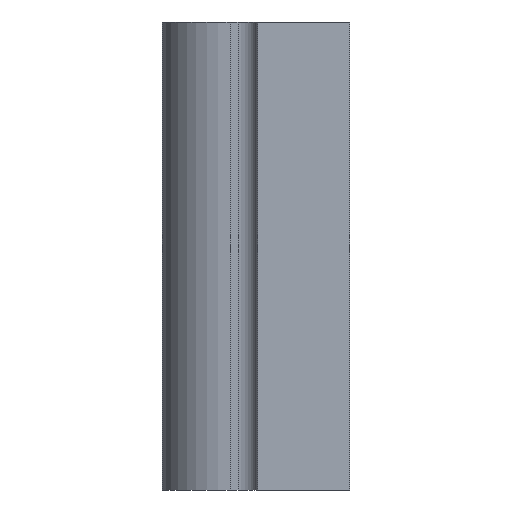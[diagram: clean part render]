
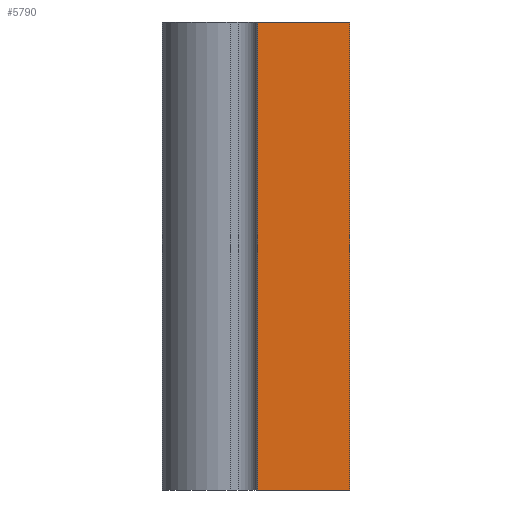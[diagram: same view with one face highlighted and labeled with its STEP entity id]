
A CAD part, left-side view. The second image highlights one B-rep face of the part: STEP entity #5790.
In plain terms, the highlighted planar face has unit normal (-1, 0, 0).
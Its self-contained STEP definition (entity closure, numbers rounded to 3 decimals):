
#80 = LINE ( 'NONE', #3814, #2675 ) ;
#330 = CARTESIAN_POINT ( 'NONE',  ( 2.37, 0., 0. ) ) ;
#332 = EDGE_CURVE ( 'NONE', #1193, #572, #6570, .T. ) ;
#572 = VERTEX_POINT ( 'NONE', #4773 ) ;
#932 = VECTOR ( 'NONE', #4703, 1000. ) ;
#1060 = CARTESIAN_POINT ( 'NONE',  ( 2.37, 1.18, 0. ) ) ;
#1193 = VERTEX_POINT ( 'NONE', #1908 ) ;
#1280 = ORIENTED_EDGE ( 'NONE', *, *, #2805, .F. ) ;
#1453 = VERTEX_POINT ( 'NONE', #1752 ) ;
#1748 = VECTOR ( 'NONE', #3271, 1000. ) ;
#1752 = CARTESIAN_POINT ( 'NONE',  ( 2.37, 0., 6. ) ) ;
#1854 = CARTESIAN_POINT ( 'NONE',  ( 2.37, 0., 0. ) ) ;
#1908 = CARTESIAN_POINT ( 'NONE',  ( 2.37, 1.18, 0. ) ) ;
#1973 = CARTESIAN_POINT ( 'NONE',  ( 2.37, 0., 0. ) ) ;
#1985 = ORIENTED_EDGE ( 'NONE', *, *, #4860, .F. ) ;
#2286 = DIRECTION ( 'NONE',  ( 0., -1., 0. ) ) ;
#2675 = VECTOR ( 'NONE', #2286, 1000. ) ;
#2805 = EDGE_CURVE ( 'NONE', #6955, #1193, #5603, .T. ) ;
#2846 = DIRECTION ( 'NONE',  ( -1., 0., 0. ) ) ;
#3271 = DIRECTION ( 'NONE',  ( 0., 0., 1. ) ) ;
#3814 = CARTESIAN_POINT ( 'NONE',  ( 2.37, 0., 6. ) ) ;
#4025 = VECTOR ( 'NONE', #4052, 1000. ) ;
#4052 = DIRECTION ( 'NONE',  ( 0., 1., 0. ) ) ;
#4469 = ORIENTED_EDGE ( 'NONE', *, *, #332, .F. ) ;
#4703 = DIRECTION ( 'NONE',  ( 0., 0., 1. ) ) ;
#4773 = CARTESIAN_POINT ( 'NONE',  ( 2.37, 1.18, 6. ) ) ;
#4860 = EDGE_CURVE ( 'NONE', #572, #1453, #80, .T. ) ;
#5041 = FACE_OUTER_BOUND ( 'NONE', #5210, .T. ) ;
#5210 = EDGE_LOOP ( 'NONE', ( #1280, #6569, #1985, #4469 ) ) ;
#5603 = LINE ( 'NONE', #1854, #4025 ) ;
#5619 = DIRECTION ( 'NONE',  ( 0., 0., 1. ) ) ;
#5790 = ADVANCED_FACE ( 'NONE', ( #5041 ), #6268, .T. ) ;
#5918 = LINE ( 'NONE', #330, #932 ) ;
#6010 = AXIS2_PLACEMENT_3D ( 'NONE', #6800, #2846, #5619 ) ;
#6268 = PLANE ( 'NONE',  #6010 ) ;
#6390 = EDGE_CURVE ( 'NONE', #6955, #1453, #5918, .T. ) ;
#6569 = ORIENTED_EDGE ( 'NONE', *, *, #6390, .T. ) ;
#6570 = LINE ( 'NONE', #1060, #1748 ) ;
#6800 = CARTESIAN_POINT ( 'NONE',  ( 2.37, 1.18, 0. ) ) ;
#6955 = VERTEX_POINT ( 'NONE', #1973 ) ;
